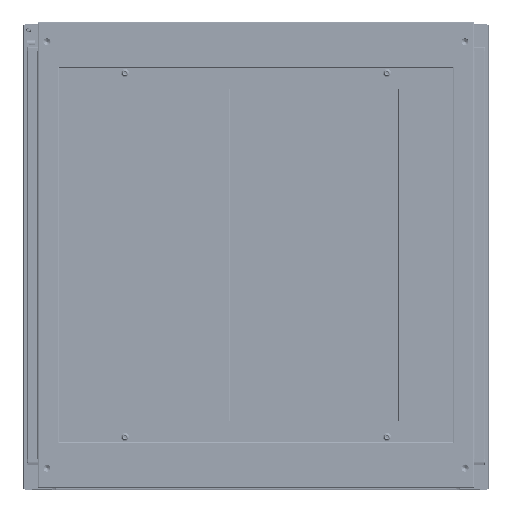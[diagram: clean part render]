
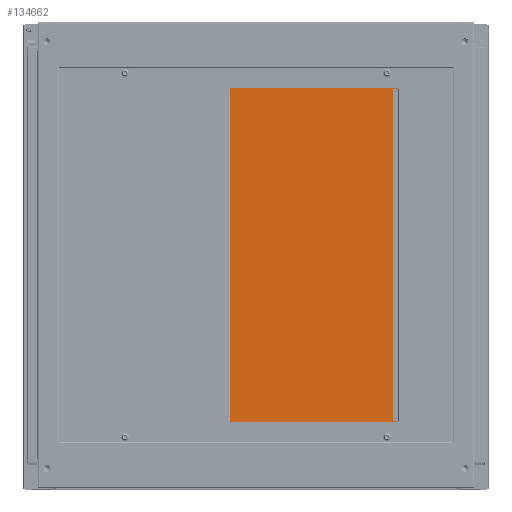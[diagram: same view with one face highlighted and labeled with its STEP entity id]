
A CAD part, top view. The second image highlights one B-rep face of the part: STEP entity #134662.
In plain terms, the highlighted face is planar.
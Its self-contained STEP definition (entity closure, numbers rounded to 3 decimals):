
#565 = FACE_OUTER_BOUND ( 'NONE', #99587, .T. ) ;
#2562 = AXIS2_PLACEMENT_3D ( 'NONE', #116018, #116047, #116050 ) ;
#85360 = CARTESIAN_POINT ( 'NONE',  ( -285., -147.99, 1.5 ) ) ;
#85363 = CARTESIAN_POINT ( 'NONE',  ( 285., -147.99, 1.5 ) ) ;
#85380 = CARTESIAN_POINT ( 'NONE',  ( -300., 149., 1.5 ) ) ;
#85389 = CARTESIAN_POINT ( 'NONE',  ( -300., -149., 1.5 ) ) ;
#85417 = CARTESIAN_POINT ( 'NONE',  ( 285., -149., 1.5 ) ) ;
#85422 = CARTESIAN_POINT ( 'NONE',  ( 300., -149., 1.5 ) ) ;
#85424 = CARTESIAN_POINT ( 'NONE',  ( 300., 149., 1.5 ) ) ;
#92079 = VERTEX_POINT ( 'NONE', #85360 ) ;
#92083 = VERTEX_POINT ( 'NONE', #85363 ) ;
#92091 = VERTEX_POINT ( 'NONE', #85380 ) ;
#92096 = VERTEX_POINT ( 'NONE', #85389 ) ;
#92111 = VERTEX_POINT ( 'NONE', #85417 ) ;
#92114 = VERTEX_POINT ( 'NONE', #85422 ) ;
#92115 = VERTEX_POINT ( 'NONE', #85424 ) ;
#99587 = EDGE_LOOP ( 'NONE', ( #133116, #133120, #133124, #133127, #133131, #133134, #133138, #133142 ) ) ;
#115883 = CARTESIAN_POINT ( 'NONE',  ( -285., -149., 1.5 ) ) ;
#116018 = CARTESIAN_POINT ( 'NONE',  ( -300., -149., 1.5 ) ) ;
#116043 = PLANE ( 'NONE',  #2562 ) ;
#116047 = DIRECTION ( 'NONE',  ( 0., 0., 1. ) ) ;
#116050 = DIRECTION ( 'NONE',  ( 1., 0., 0. ) ) ;
#128719 = VERTEX_POINT ( 'NONE', #115883 ) ;
#133116 = ORIENTED_EDGE ( 'NONE', *, *, #139189, .F. ) ;
#133120 = ORIENTED_EDGE ( 'NONE', *, *, #139188, .T. ) ;
#133124 = ORIENTED_EDGE ( 'NONE', *, *, #139187, .T. ) ;
#133127 = ORIENTED_EDGE ( 'NONE', *, *, #139190, .T. ) ;
#133131 = ORIENTED_EDGE ( 'NONE', *, *, #139184, .T. ) ;
#133134 = ORIENTED_EDGE ( 'NONE', *, *, #139186, .T. ) ;
#133138 = ORIENTED_EDGE ( 'NONE', *, *, #139191, .T. ) ;
#133142 = ORIENTED_EDGE ( 'NONE', *, *, #139192, .F. ) ;
#134662 = ADVANCED_FACE ( 'NONE', ( #565 ), #116043, .T. ) ;
#139184 = EDGE_CURVE ( 'NONE', #92115, #92091, #142362, .T. ) ;
#139186 = EDGE_CURVE ( 'NONE', #92091, #92096, #142375, .T. ) ;
#139187 = EDGE_CURVE ( 'NONE', #92111, #92114, #142377, .T. ) ;
#139188 = EDGE_CURVE ( 'NONE', #92083, #92111, #142379, .T. ) ;
#139189 = EDGE_CURVE ( 'NONE', #92083, #92079, #142381, .T. ) ;
#139190 = EDGE_CURVE ( 'NONE', #92114, #92115, #142383, .T. ) ;
#139191 = EDGE_CURVE ( 'NONE', #92096, #128719, #142385, .T. ) ;
#139192 = EDGE_CURVE ( 'NONE', #92079, #128719, #142387, .T. ) ;
#142362 = LINE ( 'NONE', #143243, #142371 ) ;
#142371 = VECTOR ( 'NONE', #143248, 1000. ) ;
#142375 = LINE ( 'NONE', #143251, #142376 ) ;
#142376 = VECTOR ( 'NONE', #143252, 1000. ) ;
#142377 = LINE ( 'NONE', #143253, #142378 ) ;
#142378 = VECTOR ( 'NONE', #143254, 1000. ) ;
#142379 = LINE ( 'NONE', #143255, #142380 ) ;
#142380 = VECTOR ( 'NONE', #143256, 1000. ) ;
#142381 = LINE ( 'NONE', #143257, #142382 ) ;
#142382 = VECTOR ( 'NONE', #143258, 1000. ) ;
#142383 = LINE ( 'NONE', #143259, #142384 ) ;
#142384 = VECTOR ( 'NONE', #143260, 1000. ) ;
#142385 = LINE ( 'NONE', #143261, #142386 ) ;
#142386 = VECTOR ( 'NONE', #143262, 1000. ) ;
#142387 = LINE ( 'NONE', #143263, #142388 ) ;
#142388 = VECTOR ( 'NONE', #143264, 1000. ) ;
#143243 = CARTESIAN_POINT ( 'NONE',  ( -300., 149., 1.5 ) ) ;
#143248 = DIRECTION ( 'NONE',  ( -1., 0., 0. ) ) ;
#143251 = CARTESIAN_POINT ( 'NONE',  ( -300., 149., 1.5 ) ) ;
#143252 = DIRECTION ( 'NONE',  ( 0., -1., 0. ) ) ;
#143253 = CARTESIAN_POINT ( 'NONE',  ( -300., -149., 1.5 ) ) ;
#143254 = DIRECTION ( 'NONE',  ( 1., 0., 0. ) ) ;
#143255 = CARTESIAN_POINT ( 'NONE',  ( 285., -148., 1.5 ) ) ;
#143256 = DIRECTION ( 'NONE',  ( 0., -1., 0. ) ) ;
#143257 = CARTESIAN_POINT ( 'NONE',  ( 285., -147.99, 1.5 ) ) ;
#143258 = DIRECTION ( 'NONE',  ( -1., 0., 0. ) ) ;
#143259 = CARTESIAN_POINT ( 'NONE',  ( 300., 149., 1.5 ) ) ;
#143260 = DIRECTION ( 'NONE',  ( 0., 1., 0. ) ) ;
#143261 = CARTESIAN_POINT ( 'NONE',  ( -300., -149., 1.5 ) ) ;
#143262 = DIRECTION ( 'NONE',  ( 1., 0., 0. ) ) ;
#143263 = CARTESIAN_POINT ( 'NONE',  ( -285., -148., 1.5 ) ) ;
#143264 = DIRECTION ( 'NONE',  ( 0., -1., 0. ) ) ;
